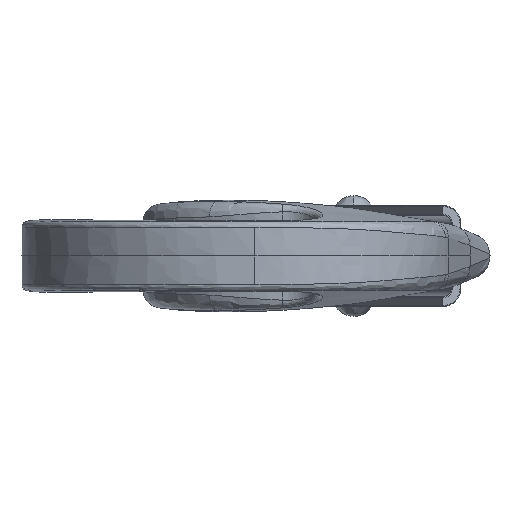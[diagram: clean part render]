
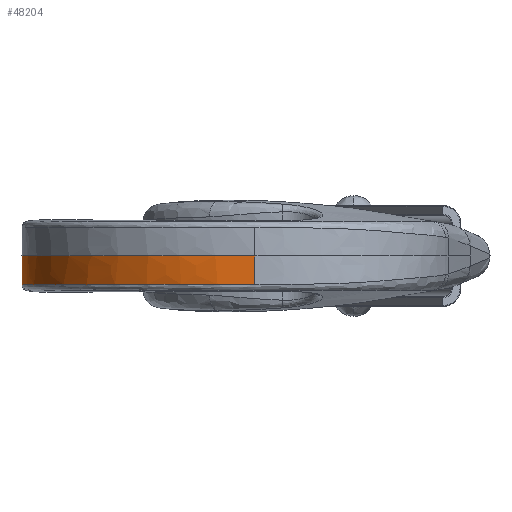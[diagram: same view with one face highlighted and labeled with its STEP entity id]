
A CAD part, front view. The second image highlights one B-rep face of the part: STEP entity #48204.
In plain terms, the highlighted free-form (B-spline) face has degree [3, 3] with [4, 11] control points.
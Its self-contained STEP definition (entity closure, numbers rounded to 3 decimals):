
#43101=CARTESIAN_POINT('Vertex',(0.001,-285.502,-14.008)) ;
#43105=CARTESIAN_POINT('Control Point',(0.,-285.5,-14.007)) ;
#43106=CARTESIAN_POINT('Control Point',(-5.4,-285.552,-14.007)) ;
#43107=CARTESIAN_POINT('Control Point',(-11.756,-285.122,-14.013)) ;
#43108=CARTESIAN_POINT('Control Point',(-29.034,-282.451,-14.047)) ;
#43109=CARTESIAN_POINT('Control Point',(-45.536,-277.079,-14.1)) ;
#43110=CARTESIAN_POINT('Control Point',(-66.83,-264.894,-14.175)) ;
#43111=CARTESIAN_POINT('Control Point',(-78.355,-255.38,-14.219)) ;
#43112=CARTESIAN_POINT('Control Point',(-94.613,-237.968,-14.295)) ;
#43113=CARTESIAN_POINT('Control Point',(-103.354,-223.695,-14.341)) ;
#43114=CARTESIAN_POINT('Control Point',(-111.308,-202.222,-14.366)) ;
#43115=CARTESIAN_POINT('Control Point',(-114.68,-188.385,-14.368)) ;
#43116=CARTESIAN_POINT('Control Point',(-115.593,-175.193,-14.342)) ;
#43117=CARTESIAN_POINT('Control Point',(-115.591,-169.909,-14.328)) ;
#43118=CARTESIAN_POINT('Vertex',(-115.592,-169.908,-14.328)) ;
#48080=CARTESIAN_POINT('Control Point',(0.001,-285.502,-14.008)) ;
#48081=CARTESIAN_POINT('Control Point',(0.,-285.502,-9.339)) ;
#48082=CARTESIAN_POINT('Control Point',(0.,-285.502,-4.669)) ;
#48083=CARTESIAN_POINT('Control Point',(0.,-285.502,0.)) ;
#48084=CARTESIAN_POINT('Vertex',(0.,-285.502,0.)) ;
#48133=CARTESIAN_POINT('Control Point',(0.001,-285.502,-14.027)) ;
#48134=CARTESIAN_POINT('Control Point',(-9.554,-285.598,-14.046)) ;
#48135=CARTESIAN_POINT('Control Point',(-24.517,-283.743,-14.078)) ;
#48136=CARTESIAN_POINT('Control Point',(-49.065,-275.435,-14.146)) ;
#48137=CARTESIAN_POINT('Control Point',(-67.513,-264.729,-14.217)) ;
#48138=CARTESIAN_POINT('Control Point',(-87.243,-247.054,-14.312)) ;
#48139=CARTESIAN_POINT('Control Point',(-99.694,-229.971,-14.386)) ;
#48140=CARTESIAN_POINT('Control Point',(-108.208,-211.494,-14.437)) ;
#48141=CARTESIAN_POINT('Control Point',(-114.077,-192.597,-14.468)) ;
#48142=CARTESIAN_POINT('Control Point',(-115.597,-178.635,-14.465)) ;
#48143=CARTESIAN_POINT('Control Point',(-115.592,-169.908,-14.452)) ;
#48144=CARTESIAN_POINT('Control Point',(0.,-285.502,-9.351)) ;
#48145=CARTESIAN_POINT('Control Point',(-9.566,-285.56,-9.364)) ;
#48146=CARTESIAN_POINT('Control Point',(-24.535,-283.696,-9.384)) ;
#48147=CARTESIAN_POINT('Control Point',(-49.078,-275.413,-9.428)) ;
#48148=CARTESIAN_POINT('Control Point',(-67.515,-264.726,-9.475)) ;
#48149=CARTESIAN_POINT('Control Point',(-87.229,-247.07,-9.539)) ;
#48150=CARTESIAN_POINT('Control Point',(-99.682,-230.019,-9.59)) ;
#48151=CARTESIAN_POINT('Control Point',(-108.194,-211.553,-9.625)) ;
#48152=CARTESIAN_POINT('Control Point',(-114.073,-192.656,-9.646)) ;
#48153=CARTESIAN_POINT('Control Point',(-115.594,-178.668,-9.643)) ;
#48154=CARTESIAN_POINT('Control Point',(-115.592,-169.908,-9.635)) ;
#48155=CARTESIAN_POINT('Control Point',(0.,-285.502,-4.676)) ;
#48156=CARTESIAN_POINT('Control Point',(-9.581,-285.507,-4.682)) ;
#48157=CARTESIAN_POINT('Control Point',(-24.552,-283.675,-4.695)) ;
#48158=CARTESIAN_POINT('Control Point',(-49.065,-275.48,-4.723)) ;
#48159=CARTESIAN_POINT('Control Point',(-67.469,-264.808,-4.747)) ;
#48160=CARTESIAN_POINT('Control Point',(-87.145,-247.132,-4.776)) ;
#48161=CARTESIAN_POINT('Control Point',(-99.614,-230.11,-4.797)) ;
#48162=CARTESIAN_POINT('Control Point',(-108.137,-211.646,-4.812)) ;
#48163=CARTESIAN_POINT('Control Point',(-114.058,-192.743,-4.822)) ;
#48164=CARTESIAN_POINT('Control Point',(-115.592,-178.715,-4.822)) ;
#48165=CARTESIAN_POINT('Control Point',(-115.593,-169.908,-4.817)) ;
#48166=CARTESIAN_POINT('Control Point',(0.,-285.502,0.)) ;
#48167=CARTESIAN_POINT('Control Point',(-9.581,-285.507,0.)) ;
#48168=CARTESIAN_POINT('Control Point',(-24.552,-283.675,0.)) ;
#48169=CARTESIAN_POINT('Control Point',(-49.065,-275.48,0.)) ;
#48170=CARTESIAN_POINT('Control Point',(-67.469,-264.808,0.)) ;
#48171=CARTESIAN_POINT('Control Point',(-87.145,-247.132,0.)) ;
#48172=CARTESIAN_POINT('Control Point',(-99.614,-230.11,0.)) ;
#48173=CARTESIAN_POINT('Control Point',(-108.137,-211.646,0.)) ;
#48174=CARTESIAN_POINT('Control Point',(-114.058,-192.743,0.)) ;
#48175=CARTESIAN_POINT('Control Point',(-115.592,-178.715,0.)) ;
#48176=CARTESIAN_POINT('Control Point',(-115.593,-169.908,0.)) ;
#48178=CARTESIAN_POINT('Control Point',(-115.592,-169.908,-14.328)) ;
#48179=CARTESIAN_POINT('Control Point',(-115.592,-169.908,-9.552)) ;
#48180=CARTESIAN_POINT('Control Point',(-115.593,-169.908,-4.776)) ;
#48181=CARTESIAN_POINT('Control Point',(-115.593,-169.908,0.)) ;
#48182=CARTESIAN_POINT('Vertex',(-115.593,-169.908,0.)) ;
#48186=CARTESIAN_POINT('Control Point',(0.,-285.502,0.)) ;
#48187=CARTESIAN_POINT('Control Point',(-9.581,-285.507,0.)) ;
#48188=CARTESIAN_POINT('Control Point',(-24.552,-283.675,0.)) ;
#48189=CARTESIAN_POINT('Control Point',(-49.065,-275.48,0.)) ;
#48190=CARTESIAN_POINT('Control Point',(-67.469,-264.808,0.)) ;
#48191=CARTESIAN_POINT('Control Point',(-87.145,-247.132,0.)) ;
#48192=CARTESIAN_POINT('Control Point',(-99.614,-230.11,0.)) ;
#48193=CARTESIAN_POINT('Control Point',(-108.137,-211.646,0.)) ;
#48194=CARTESIAN_POINT('Control Point',(-114.058,-192.743,0.)) ;
#48195=CARTESIAN_POINT('Control Point',(-115.592,-178.715,0.)) ;
#48196=CARTESIAN_POINT('Control Point',(-115.593,-169.908,0.)) ;
#48199=ORIENTED_EDGE('',*,*,#48184,.T.) ;
#48200=ORIENTED_EDGE('',*,*,#43120,.T.) ;
#48201=ORIENTED_EDGE('',*,*,#48086,.F.) ;
#48202=ORIENTED_EDGE('',*,*,#48197,.F.) ;
#48204=ADVANCED_FACE('\X2\5B9E4F53\X0\1',(#48203),#48132,.T.) ;
#43104=B_SPLINE_CURVE_WITH_KNOTS('',3,(#43105,#43106,#43107,#43108,#43109,#43110,#43111,#43112,#43113,#43114,#43115,#43116,#43117),.UNSPECIFIED.,.F.,.U.,(4,1,1,1,1,1,1,1,1,1,4),(133.258,149.364,152.262,185.526,200.718,225.594,229.992,271.917,274.879,298.501,314.307),.UNSPECIFIED.) ;
#48079=B_SPLINE_CURVE_WITH_KNOTS('',3,(#48080,#48081,#48082,#48083),.UNSPECIFIED.,.F.,.U.,(4,4),(0.094,14.164),.UNSPECIFIED.) ;
#48177=B_SPLINE_CURVE_WITH_KNOTS('',3,(#48178,#48179,#48180,#48181),.UNSPECIFIED.,.F.,.U.,(4,4),(0.196,14.164),.UNSPECIFIED.) ;
#48185=B_SPLINE_CURVE_WITH_KNOTS('',3,(#48186,#48187,#48188,#48189,#48190,#48191,#48192,#48193,#48194,#48195,#48196),.UNSPECIFIED.,.F.,.U.,(4,1,1,1,1,1,1,1,4),(138.622,167.87,182.494,211.653,226.232,255.421,270.015,284.697,314.059),.UNSPECIFIED.) ;
#48132=B_SPLINE_SURFACE_WITH_KNOTS('',3,3,((#48133,#48134,#48135,#48136,#48137,#48138,#48139,#48140,#48141,#48142,#48143),(#48144,#48145,#48146,#48147,#48148,#48149,#48150,#48151,#48152,#48153,#48154),(#48155,#48156,#48157,#48158,#48159,#48160,#48161,#48162,#48163,#48164,#48165),(#48166,#48167,#48168,#48169,#48170,#48171,#48172,#48173,#48174,#48175,#48176)),.UNSPECIFIED.,.F.,.F.,.U.,(4,4),(4,1,1,1,1,1,1,1,4),(0.075,14.164),(138.622,167.87,182.494,211.653,226.232,255.421,270.015,284.697,314.059),.UNSPECIFIED.) ;
#43120=EDGE_CURVE('',#43119,#43102,#43104,.F.) ;
#48086=EDGE_CURVE('',#48085,#43102,#48079,.F.) ;
#48184=EDGE_CURVE('',#48183,#43119,#48177,.F.) ;
#48197=EDGE_CURVE('',#48183,#48085,#48185,.F.) ;
#48198=EDGE_LOOP('',(#48199,#48200,#48201,#48202)) ;
#48203=FACE_OUTER_BOUND('',#48198,.T.) ;
#43102=VERTEX_POINT('',#43101) ;
#43119=VERTEX_POINT('',#43118) ;
#48085=VERTEX_POINT('',#48084) ;
#48183=VERTEX_POINT('',#48182) ;
